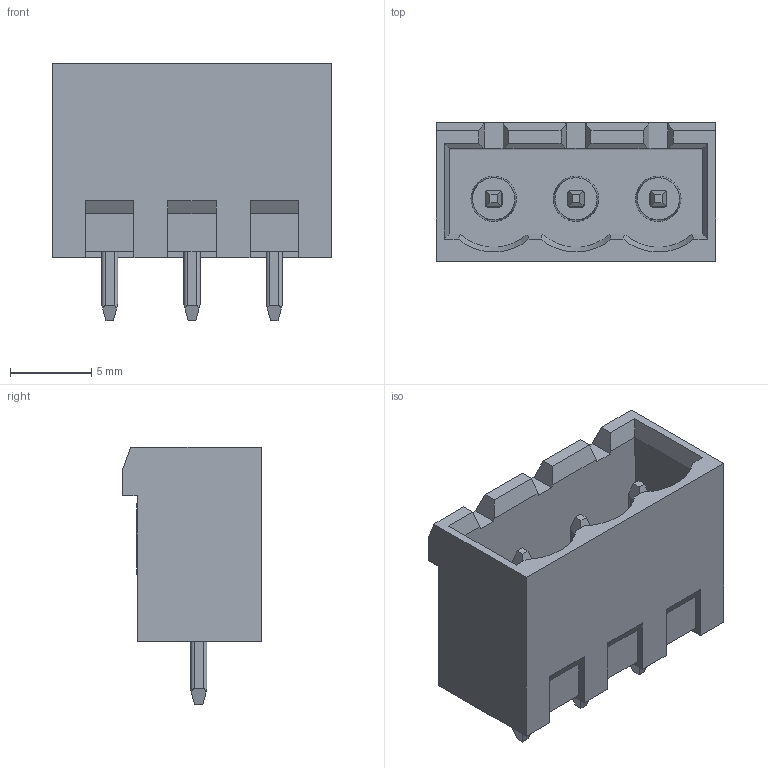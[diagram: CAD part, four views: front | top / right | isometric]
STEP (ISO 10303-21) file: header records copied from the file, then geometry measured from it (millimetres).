
FILE_DESCRIPTION(('Creo Elements/Direct Modeling STEP Export'),'2;1');
FILE_NAME('model.stp','2020-04-01T 9:34:48',(''),(''),'Creo Elements/Direct Modeling STEP processor for AP214 (Solid Model)','Creo Elements/Direct Modeling 20.1A 29-Sep-2018 (C) Parametric Technology GmbH','');
FILE_SCHEMA(('AUTOMOTIVE_DESIGN { 1 0 10303 214 1 1 1 1 }'));
Length unit declared in the file: millimetre
Products named in the file (3): LP_MSTBV_2_5_3_90; AT_MSTBVA_2_5_G_5_08; MSTBVA_2_5_3_G_5_08
Assembly tree (4 placements, depth 2):
  MSTBVA_2_5_3_G_5_08
    LP_MSTBV_2_5_3_90  x3
    AT_MSTBVA_2_5_G_5_08
Bounding box: 17.24 x 8.57 x 15.9 mm (x, y, z)
Volume: 866.5 mm3; surface area: 1482.2 mm2
Topology: 4 solids, 4 shells, 451 faces, 1262 edges, 839 vertices
Faces by surface type: plane 389, cylinder 50, cone 9, sphere 3
Entity records: 16675 total; most frequent: CARTESIAN_POINT 2441, ORIENTED_EDGE 2332, DIRECTION 2102, EDGE_CURVE 1166, VECTOR 1050, LINE 1050, VERTEX_POINT 775, AXIS2_PLACEMENT_3D 526
